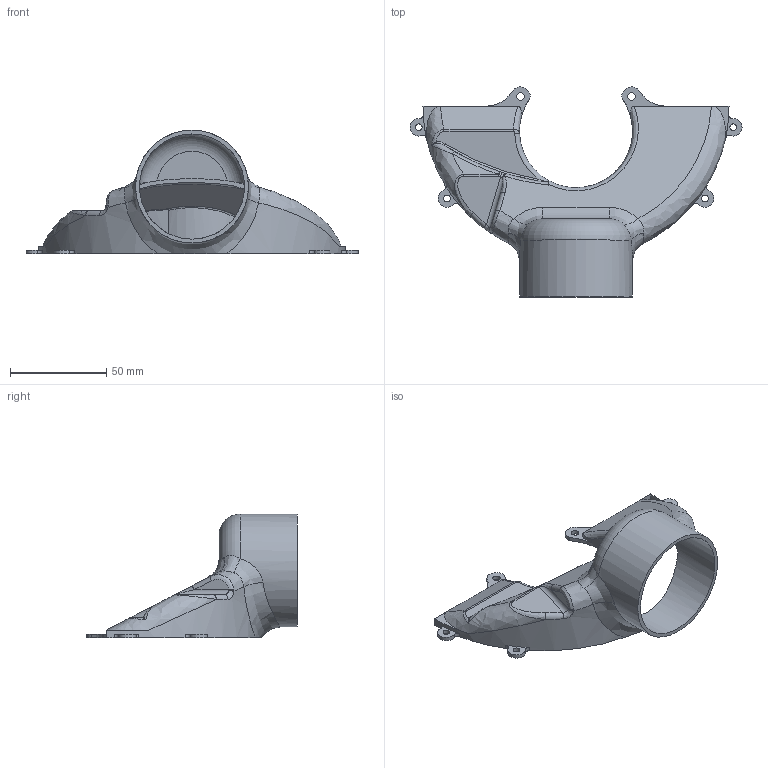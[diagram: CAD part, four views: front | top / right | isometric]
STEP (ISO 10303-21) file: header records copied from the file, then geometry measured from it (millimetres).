
FILE_DESCRIPTION(/* description */ ('STEP AP242','CAx-IF Rec.Pracs.---Representation and Presentation of Product Manufacturing Information (PMI)---4.0---2014-10-13','CAx-IF Rec.Pracs.---3D Tessellated Geometry---0.4---2014-09-14','2;1'),/* implementation_level */ '2;1');
FILE_NAME(/* name */ '664f90a175568f76d35a7e0f',/* time_stamp */ '2024-05-23T18:53:21Z',/* author */ (''),/* organization */ (''),/* preprocessor_version */ 'ST-DEVELOPER v20',/* originating_system */ ' ',/* authorisation */ ' ');
FILE_SCHEMA (('AP242_MANAGED_MODEL_BASED_3D_ENGINEERING_MIM_LF { 1 0 10303 442 1 1 4 }'));
Length unit declared in the file: metre
Products named in the file (1): Part 1
Bounding box: 172.6 x 109.3 x 64.34 mm (x, y, z)
Volume: 45584.6 mm3; surface area: 43771.7 mm2
Topology: 1 solids, 1 shells, 135 faces, 345 edges, 208 vertices
Faces by surface type: bspline 48, cylinder 42, plane 32, torus 9, sphere 4
Full cylindrical faces by diameter (mm): 3.5 x4, 3.893 x2, 54.674 x1, 58.674 x1
Entity records: 5368 total; most frequent: CARTESIAN_POINT 2356, ORIENTED_EDGE 660, DIRECTION 586, EDGE_CURVE 330, AXIS2_PLACEMENT_3D 256, VERTEX_POINT 206, EDGE_LOOP 158, FACE_BOUND 158
